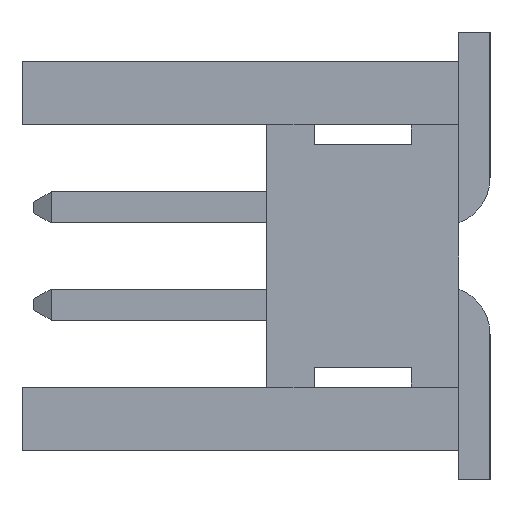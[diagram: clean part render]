
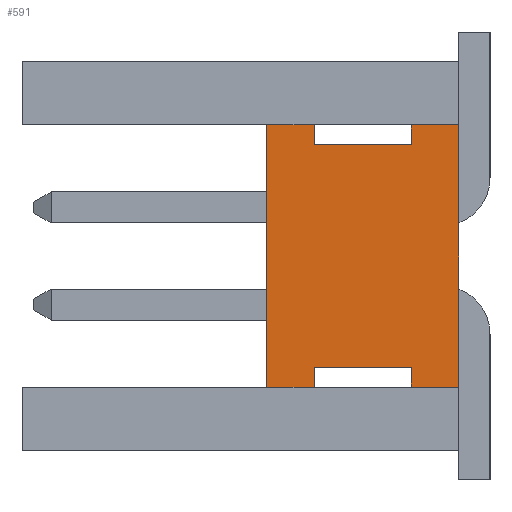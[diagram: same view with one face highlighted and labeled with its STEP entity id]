
A CAD part, left-side view. The second image highlights one B-rep face of the part: STEP entity #591.
In plain terms, the highlighted planar face has unit normal (-1, 0, 0).
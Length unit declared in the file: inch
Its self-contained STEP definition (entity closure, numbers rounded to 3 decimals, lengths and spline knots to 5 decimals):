
#74 = DIRECTION ( 'NONE',  ( 1., 0., 0. ) ) ;
#128 = CARTESIAN_POINT ( 'NONE',  ( -0.25, 0.099, -0.0675 ) ) ;
#327 = CARTESIAN_POINT ( 'NONE',  ( -0.25, 0.0245, -0.0575 ) ) ;
#386 = LINE ( 'NONE', #8839, #9674 ) ;
#591 = ADVANCED_FACE ( 'NONE', ( #3796 ), #13240, .F. ) ;
#1161 = LINE ( 'NONE', #14394, #4473 ) ;
#1513 = EDGE_CURVE ( 'NONE', #5040, #13910, #1849, .T. ) ;
#1822 = VECTOR ( 'NONE', #18139, 39.37008 ) ;
#1831 = VECTOR ( 'NONE', #1899, 39.37008 ) ;
#1849 = LINE ( 'NONE', #3455, #9363 ) ;
#1899 = DIRECTION ( 'NONE',  ( 0., 1., 0. ) ) ;
#2361 = ORIENTED_EDGE ( 'NONE', *, *, #12709, .T. ) ;
#2635 = DIRECTION ( 'NONE',  ( 0., 1., 0. ) ) ;
#2837 = CARTESIAN_POINT ( 'NONE',  ( -0.25, 0.099, -0.0675 ) ) ;
#2954 = DIRECTION ( 'NONE',  ( 0., 0., 1. ) ) ;
#3059 = DIRECTION ( 'NONE',  ( 0., -1., 0. ) ) ;
#3088 = EDGE_LOOP ( 'NONE', ( #14797, #4632, #5319, #15742, #14492, #10662, #8051, #10380, #5962, #16471, #16988, #2361 ) ) ;
#3455 = CARTESIAN_POINT ( 'NONE',  ( -0.25, 0., 0. ) ) ;
#3460 = CARTESIAN_POINT ( 'NONE',  ( -0.25, 0.099, 0.0675 ) ) ;
#3796 = FACE_OUTER_BOUND ( 'NONE', #3088, .T. ) ;
#3983 = AXIS2_PLACEMENT_3D ( 'NONE', #128, #74, #6080 ) ;
#4461 = CARTESIAN_POINT ( 'NONE',  ( -0.25, 0.099, 0.0675 ) ) ;
#4473 = VECTOR ( 'NONE', #14582, 39.37008 ) ;
#4591 = EDGE_CURVE ( 'NONE', #15516, #5912, #5694, .T. ) ;
#4632 = ORIENTED_EDGE ( 'NONE', *, *, #10235, .F. ) ;
#4778 = EDGE_CURVE ( 'NONE', #15516, #14869, #9240, .T. ) ;
#5040 = VERTEX_POINT ( 'NONE', #10518 ) ;
#5309 = DIRECTION ( 'NONE',  ( 0., 1., 0. ) ) ;
#5319 = ORIENTED_EDGE ( 'NONE', *, *, #1513, .T. ) ;
#5657 = EDGE_CURVE ( 'NONE', #14288, #7609, #13524, .T. ) ;
#5694 = LINE ( 'NONE', #16838, #12579 ) ;
#5912 = VERTEX_POINT ( 'NONE', #13099 ) ;
#5962 = ORIENTED_EDGE ( 'NONE', *, *, #10092, .F. ) ;
#5994 = LINE ( 'NONE', #11368, #10678 ) ;
#6080 = DIRECTION ( 'NONE',  ( 0., 0., -1. ) ) ;
#6312 = LINE ( 'NONE', #14179, #10531 ) ;
#6507 = VERTEX_POINT ( 'NONE', #10257 ) ;
#7031 = DIRECTION ( 'NONE',  ( 0., 0., 1. ) ) ;
#7083 = VECTOR ( 'NONE', #9558, 39.37008 ) ;
#7174 = CARTESIAN_POINT ( 'NONE',  ( -0.25, 0.0745, 0.0675 ) ) ;
#7306 = EDGE_CURVE ( 'NONE', #5912, #14288, #6312, .T. ) ;
#7413 = DIRECTION ( 'NONE',  ( 0., 0., 1. ) ) ;
#7609 = VERTEX_POINT ( 'NONE', #4461 ) ;
#7730 = LINE ( 'NONE', #15235, #7083 ) ;
#7778 = LINE ( 'NONE', #3460, #1831 ) ;
#7810 = EDGE_CURVE ( 'NONE', #9193, #7936, #9848, .T. ) ;
#7936 = VERTEX_POINT ( 'NONE', #8316 ) ;
#8051 = ORIENTED_EDGE ( 'NONE', *, *, #7306, .T. ) ;
#8316 = CARTESIAN_POINT ( 'NONE',  ( -0.25, 0.0745, -0.0575 ) ) ;
#8839 = CARTESIAN_POINT ( 'NONE',  ( -0.25, 0.0245, -0.0575 ) ) ;
#8987 = CARTESIAN_POINT ( 'NONE',  ( -0.25, 0.0245, -0.0675 ) ) ;
#9193 = VERTEX_POINT ( 'NONE', #13973 ) ;
#9240 = LINE ( 'NONE', #8987, #13476 ) ;
#9254 = DIRECTION ( 'NONE',  ( 0., 0., 1. ) ) ;
#9363 = VECTOR ( 'NONE', #14477, 39.37008 ) ;
#9558 = DIRECTION ( 'NONE',  ( 0., -1., 0. ) ) ;
#9674 = VECTOR ( 'NONE', #3059, 39.37008 ) ;
#9848 = LINE ( 'NONE', #10632, #18132 ) ;
#10024 = EDGE_CURVE ( 'NONE', #17723, #6507, #17416, .T. ) ;
#10092 = EDGE_CURVE ( 'NONE', #10338, #7609, #5994, .T. ) ;
#10235 = EDGE_CURVE ( 'NONE', #5040, #6507, #1161, .T. ) ;
#10257 = CARTESIAN_POINT ( 'NONE',  ( -0.25, 0.0245, -0.0675 ) ) ;
#10338 = VERTEX_POINT ( 'NONE', #2837 ) ;
#10380 = ORIENTED_EDGE ( 'NONE', *, *, #5657, .T. ) ;
#10518 = CARTESIAN_POINT ( 'NONE',  ( -0.25, 0., -0.0675 ) ) ;
#10531 = VECTOR ( 'NONE', #7031, 39.37008 ) ;
#10632 = CARTESIAN_POINT ( 'NONE',  ( -0.25, 0.0745, -0.0575 ) ) ;
#10662 = ORIENTED_EDGE ( 'NONE', *, *, #4591, .T. ) ;
#10678 = VECTOR ( 'NONE', #2954, 39.37008 ) ;
#11368 = CARTESIAN_POINT ( 'NONE',  ( -0.25, 0.099, -0.0675 ) ) ;
#11878 = EDGE_CURVE ( 'NONE', #10338, #9193, #7730, .T. ) ;
#11892 = CARTESIAN_POINT ( 'NONE',  ( -0.25, 0., 0.0675 ) ) ;
#12579 = VECTOR ( 'NONE', #2635, 39.37008 ) ;
#12709 = EDGE_CURVE ( 'NONE', #7936, #17723, #386, .T. ) ;
#13099 = CARTESIAN_POINT ( 'NONE',  ( -0.25, 0.0745, 0.0575 ) ) ;
#13240 = PLANE ( 'NONE',  #3983 ) ;
#13476 = VECTOR ( 'NONE', #7413, 39.37008 ) ;
#13524 = LINE ( 'NONE', #15197, #17370 ) ;
#13859 = EDGE_CURVE ( 'NONE', #13910, #14869, #7778, .T. ) ;
#13910 = VERTEX_POINT ( 'NONE', #11892 ) ;
#13956 = CARTESIAN_POINT ( 'NONE',  ( -0.25, 0.0245, -0.0675 ) ) ;
#13973 = CARTESIAN_POINT ( 'NONE',  ( -0.25, 0.0745, -0.0675 ) ) ;
#14179 = CARTESIAN_POINT ( 'NONE',  ( -0.25, 0.0745, 0.0675 ) ) ;
#14288 = VERTEX_POINT ( 'NONE', #7174 ) ;
#14394 = CARTESIAN_POINT ( 'NONE',  ( -0.25, 0.099, -0.0675 ) ) ;
#14477 = DIRECTION ( 'NONE',  ( 0., 0., 1. ) ) ;
#14492 = ORIENTED_EDGE ( 'NONE', *, *, #4778, .F. ) ;
#14582 = DIRECTION ( 'NONE',  ( 0., 1., 0. ) ) ;
#14797 = ORIENTED_EDGE ( 'NONE', *, *, #10024, .T. ) ;
#14869 = VERTEX_POINT ( 'NONE', #16810 ) ;
#15197 = CARTESIAN_POINT ( 'NONE',  ( -0.25, 0.099, 0.0675 ) ) ;
#15235 = CARTESIAN_POINT ( 'NONE',  ( -0.25, 0.099, -0.0675 ) ) ;
#15312 = CARTESIAN_POINT ( 'NONE',  ( -0.25, 0.0245, 0.0575 ) ) ;
#15516 = VERTEX_POINT ( 'NONE', #15312 ) ;
#15742 = ORIENTED_EDGE ( 'NONE', *, *, #13859, .T. ) ;
#16471 = ORIENTED_EDGE ( 'NONE', *, *, #11878, .T. ) ;
#16810 = CARTESIAN_POINT ( 'NONE',  ( -0.25, 0.0245, 0.0675 ) ) ;
#16838 = CARTESIAN_POINT ( 'NONE',  ( -0.25, 0.0745, 0.0575 ) ) ;
#16988 = ORIENTED_EDGE ( 'NONE', *, *, #7810, .T. ) ;
#17370 = VECTOR ( 'NONE', #5309, 39.37008 ) ;
#17416 = LINE ( 'NONE', #13956, #1822 ) ;
#17723 = VERTEX_POINT ( 'NONE', #327 ) ;
#18132 = VECTOR ( 'NONE', #9254, 39.37008 ) ;
#18139 = DIRECTION ( 'NONE',  ( 0., 0., -1. ) ) ;
